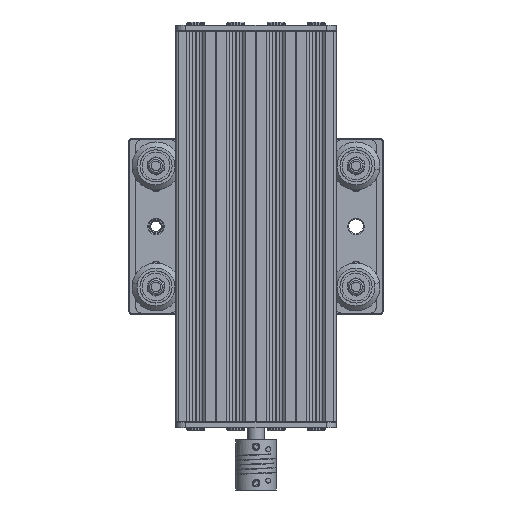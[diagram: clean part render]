
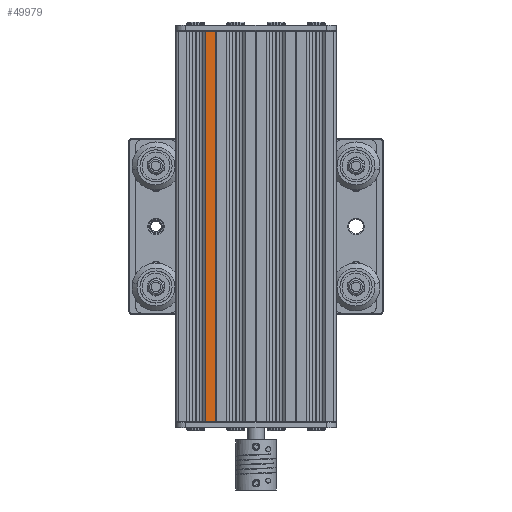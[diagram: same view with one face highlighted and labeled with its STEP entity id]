
A CAD part, front view. The second image highlights one B-rep face of the part: STEP entity #49979.
In plain terms, the highlighted planar face has unit normal (0, -1, 0).
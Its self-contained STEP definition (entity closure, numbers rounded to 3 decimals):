
#2007 = AXIS2_PLACEMENT_3D ( 'NONE', #52532, #52228, #11484 ) ;
#3552 = DIRECTION ( 'NONE',  ( -1., 0., 0. ) ) ;
#7547 = VECTOR ( 'NONE', #47573, 1000. ) ;
#11484 = DIRECTION ( 'NONE',  ( 0., 0., 1. ) ) ;
#13563 = CARTESIAN_POINT ( 'NONE',  ( 4.83, -10., -195. ) ) ;
#14968 = VERTEX_POINT ( 'NONE', #38236 ) ;
#15121 = VERTEX_POINT ( 'NONE', #13563 ) ;
#15960 = VECTOR ( 'NONE', #47276, 1000. ) ;
#16735 = FACE_OUTER_BOUND ( 'NONE', #39740, .T. ) ;
#22905 = ORIENTED_EDGE ( 'NONE', *, *, #43703, .F. ) ;
#23299 = DIRECTION ( 'NONE',  ( 0., 0., -1. ) ) ;
#23822 = VERTEX_POINT ( 'NONE', #26654 ) ;
#24155 = LINE ( 'NONE', #51711, #7547 ) ;
#26654 = CARTESIAN_POINT ( 'NONE',  ( 9.624, -10., 0. ) ) ;
#29093 = PLANE ( 'NONE',  #2007 ) ;
#30821 = CARTESIAN_POINT ( 'NONE',  ( 4.726, -10., 0. ) ) ;
#32095 = CARTESIAN_POINT ( 'NONE',  ( 9.624, -10., -209.142 ) ) ;
#32608 = VECTOR ( 'NONE', #3552, 1000. ) ;
#32855 = VERTEX_POINT ( 'NONE', #52494 ) ;
#36819 = ORIENTED_EDGE ( 'NONE', *, *, #57906, .T. ) ;
#38236 = CARTESIAN_POINT ( 'NONE',  ( 4.83, -10., 0. ) ) ;
#39740 = EDGE_LOOP ( 'NONE', ( #36819, #56672, #57780, #22905 ) ) ;
#41464 = LINE ( 'NONE', #32095, #51380 ) ;
#42028 = LINE ( 'NONE', #50850, #15960 ) ;
#43703 = EDGE_CURVE ( 'NONE', #23822, #32855, #41464, .T. ) ;
#44582 = LINE ( 'NONE', #30821, #32608 ) ;
#47276 = DIRECTION ( 'NONE',  ( 0., 0., 1. ) ) ;
#47573 = DIRECTION ( 'NONE',  ( 1., 0., 0. ) ) ;
#47976 = EDGE_CURVE ( 'NONE', #15121, #32855, #24155, .T. ) ;
#48074 = EDGE_CURVE ( 'NONE', #15121, #14968, #42028, .T. ) ;
#49979 = ADVANCED_FACE ( 'NONE', ( #16735 ), #29093, .T. ) ;
#50850 = CARTESIAN_POINT ( 'NONE',  ( 4.83, -10., -209.142 ) ) ;
#51380 = VECTOR ( 'NONE', #23299, 1000. ) ;
#51711 = CARTESIAN_POINT ( 'NONE',  ( 4.726, -10., -195. ) ) ;
#52228 = DIRECTION ( 'NONE',  ( 0., -1., 0. ) ) ;
#52494 = CARTESIAN_POINT ( 'NONE',  ( 9.624, -10., -195. ) ) ;
#52532 = CARTESIAN_POINT ( 'NONE',  ( 4.726, -10., -209.142 ) ) ;
#56672 = ORIENTED_EDGE ( 'NONE', *, *, #48074, .F. ) ;
#57780 = ORIENTED_EDGE ( 'NONE', *, *, #47976, .T. ) ;
#57906 = EDGE_CURVE ( 'NONE', #23822, #14968, #44582, .T. ) ;
